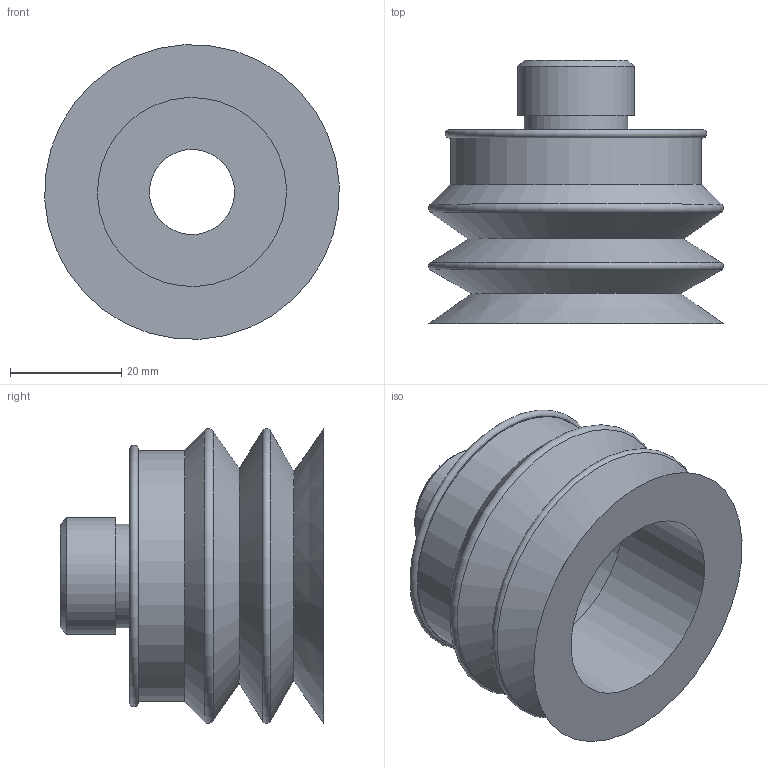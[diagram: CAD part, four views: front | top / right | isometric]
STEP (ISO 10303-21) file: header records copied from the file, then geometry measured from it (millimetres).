
FILE_DESCRIPTION(/* description */ (''),/* implementation_level */ '2;1');
FILE_NAME(/* name */ 'vf55nat_rac23r1-2m.stp',/* time_stamp */ '2024-05-15T15:57:08+02:00',/* author */ ('enginyeria3'),/* organization */ (''),/* preprocessor_version */ 'ST-DEVELOPER v20',/* originating_system */ 'Autodesk Inventor 2024',/* authorisation */ '');
FILE_SCHEMA (('AUTOMOTIVE_DESIGN { 1 0 10303 214 3 1 1 }'));
Length unit declared in the file: millimetre
Products named in the file (1): Pieza38
Bounding box: 52.92 x 47.37 x 52.92 mm (x, y, z)
Volume: 30416 mm3; surface area: 17516.6 mm2
Topology: 1 solids, 2 shells, 26 faces, 47 edges, 30 vertices
Faces by surface type: plane 9, cylinder 8, cone 6, torus 3
Full cylindrical faces by diameter (mm): 15.3 x1, 18.631 x1, 20.94 x1, 33.959 x1, 37 x1, 40.83 x2, 45.148 x1
Entity records: 722 total; most frequent: DIRECTION 134, CARTESIAN_POINT 104, ORIENTED_EDGE 94, AXIS2_PLACEMENT_3D 60, EDGE_CURVE 47, EDGE_LOOP 35, CIRCLE 33, VERTEX_POINT 30
